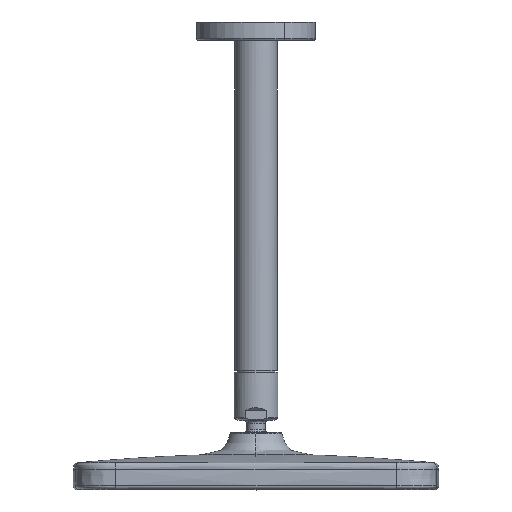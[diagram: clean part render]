
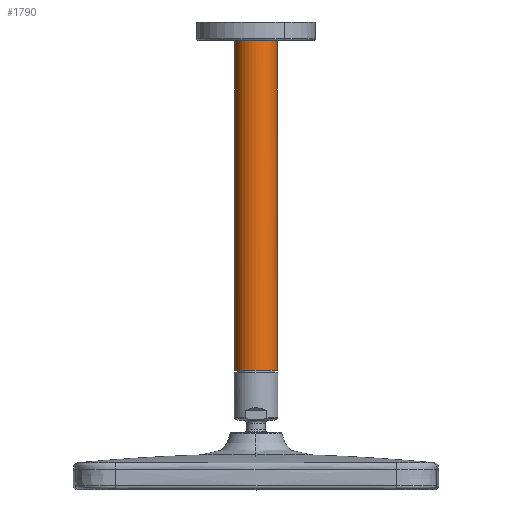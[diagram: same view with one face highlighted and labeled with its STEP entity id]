
A CAD part, top view. The second image highlights one B-rep face of the part: STEP entity #1790.
In plain terms, the highlighted cylindrical face has radius 11.5 mm (diameter 23 mm), a partial arc.
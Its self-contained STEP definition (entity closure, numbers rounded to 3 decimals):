
#580 = DIRECTION ( 'NONE',  ( 0., 0., 1. ) ) ;
#738 = CIRCLE ( 'NONE', #8713, 11.5 ) ;
#1344 = VERTEX_POINT ( 'NONE', #2150 ) ;
#1422 = VERTEX_POINT ( 'NONE', #5756 ) ;
#1561 = ORIENTED_EDGE ( 'NONE', *, *, #2773, .T. ) ;
#1637 = DIRECTION ( 'NONE',  ( -1., 0., 0. ) ) ;
#1790 = ADVANCED_FACE ( 'NONE', ( #3259 ), #8454, .T. ) ;
#2139 = EDGE_CURVE ( 'NONE', #6053, #1422, #2988, .T. ) ;
#2150 = CARTESIAN_POINT ( 'NONE',  ( -3.5, -5.926, 0. ) ) ;
#2239 = CARTESIAN_POINT ( 'NONE',  ( -3.5, -190.5, 0. ) ) ;
#2348 = DIRECTION ( 'NONE',  ( 0., -1., 0. ) ) ;
#2410 = CARTESIAN_POINT ( 'NONE',  ( 8., -156.75, 0. ) ) ;
#2773 = EDGE_CURVE ( 'NONE', #4485, #1344, #738, .T. ) ;
#2988 = CIRCLE ( 'NONE', #9917, 11.5 ) ;
#3106 = DIRECTION ( 'NONE',  ( 0., -1., 0. ) ) ;
#3259 = FACE_OUTER_BOUND ( 'NONE', #4855, .T. ) ;
#3344 = DIRECTION ( 'NONE',  ( 0., 1., 0. ) ) ;
#3481 = CARTESIAN_POINT ( 'NONE',  ( 8., -190.5, 0. ) ) ;
#4485 = VERTEX_POINT ( 'NONE', #6337 ) ;
#4855 = EDGE_LOOP ( 'NONE', ( #10067, #9524, #1561, #7060, #6643 ) ) ;
#4925 = AXIS2_PLACEMENT_3D ( 'NONE', #2410, #4941, #1637 ) ;
#4941 = DIRECTION ( 'NONE',  ( 0., -1., 0. ) ) ;
#5756 = CARTESIAN_POINT ( 'NONE',  ( 19.5, -190.5, 0. ) ) ;
#5950 = DIRECTION ( 'NONE',  ( 0., -1., 0. ) ) ;
#6053 = VERTEX_POINT ( 'NONE', #2239 ) ;
#6337 = CARTESIAN_POINT ( 'NONE',  ( 13.513, -5.926, 10.092 ) ) ;
#6515 = CARTESIAN_POINT ( 'NONE',  ( 19.5, -156.75, 0. ) ) ;
#6643 = ORIENTED_EDGE ( 'NONE', *, *, #2139, .T. ) ;
#6786 = AXIS2_PLACEMENT_3D ( 'NONE', #9914, #9876, #580 ) ;
#7060 = ORIENTED_EDGE ( 'NONE', *, *, #7063, .T. ) ;
#7063 = EDGE_CURVE ( 'NONE', #1344, #6053, #8694, .T. ) ;
#7091 = LINE ( 'NONE', #6515, #7757 ) ;
#7757 = VECTOR ( 'NONE', #2348, 1000. ) ;
#7852 = EDGE_CURVE ( 'NONE', #8138, #4485, #8831, .T. ) ;
#8138 = VERTEX_POINT ( 'NONE', #9277 ) ;
#8213 = CARTESIAN_POINT ( 'NONE',  ( 8., -5.926, 0. ) ) ;
#8454 = CYLINDRICAL_SURFACE ( 'NONE', #4925, 11.5 ) ;
#8694 = LINE ( 'NONE', #9260, #9760 ) ;
#8713 = AXIS2_PLACEMENT_3D ( 'NONE', #8213, #3106, #9058 ) ;
#8831 = CIRCLE ( 'NONE', #6786, 11.5 ) ;
#9058 = DIRECTION ( 'NONE',  ( 0., 0., 1. ) ) ;
#9260 = CARTESIAN_POINT ( 'NONE',  ( -3.5, -156.75, 0. ) ) ;
#9277 = CARTESIAN_POINT ( 'NONE',  ( 19.5, -5.926, 0. ) ) ;
#9368 = DIRECTION ( 'NONE',  ( 0., 0., -1. ) ) ;
#9524 = ORIENTED_EDGE ( 'NONE', *, *, #7852, .T. ) ;
#9760 = VECTOR ( 'NONE', #5950, 1000. ) ;
#9876 = DIRECTION ( 'NONE',  ( 0., -1., 0. ) ) ;
#9914 = CARTESIAN_POINT ( 'NONE',  ( 8., -5.926, 0. ) ) ;
#9917 = AXIS2_PLACEMENT_3D ( 'NONE', #3481, #3344, #9368 ) ;
#10067 = ORIENTED_EDGE ( 'NONE', *, *, #10826, .F. ) ;
#10826 = EDGE_CURVE ( 'NONE', #8138, #1422, #7091, .T. ) ;
